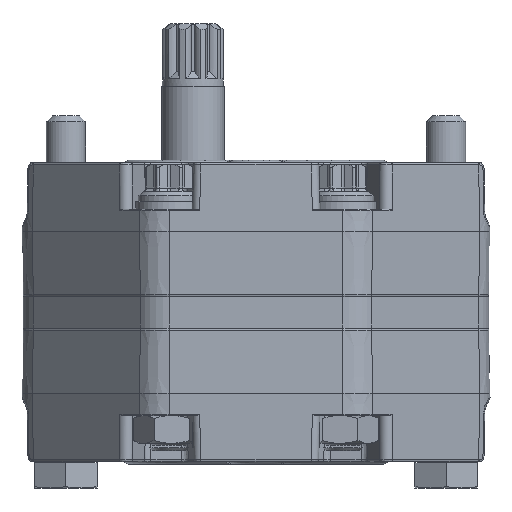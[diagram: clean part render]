
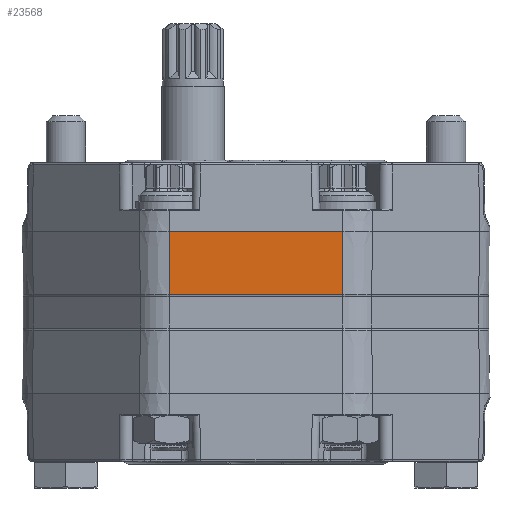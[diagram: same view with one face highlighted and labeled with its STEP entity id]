
A CAD part, left-side view. The second image highlights one B-rep face of the part: STEP entity #23568.
In plain terms, the highlighted planar face has unit normal (-1, 0, -0.018).
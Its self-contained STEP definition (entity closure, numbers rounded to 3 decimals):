
#1452 = DIRECTION ( 'NONE',  ( 0., -1., 0. ) ) ;
#1911 = CARTESIAN_POINT ( 'NONE',  ( 13.164, 84.336, 44.905 ) ) ;
#4292 = EDGE_CURVE ( 'NONE', #30233, #30900, #10566, .T. ) ;
#5085 = ORIENTED_EDGE ( 'NONE', *, *, #24624, .T. ) ;
#5563 = CARTESIAN_POINT ( 'NONE',  ( 12.942, 49.284, 57.618 ) ) ;
#8140 = ORIENTED_EDGE ( 'NONE', *, *, #13266, .T. ) ;
#10196 = AXIS2_PLACEMENT_3D ( 'NONE', #29191, #26302, #38100 ) ;
#10566 = LINE ( 'NONE', #36889, #16267 ) ;
#12029 = LINE ( 'NONE', #20359, #17505 ) ;
#13266 = EDGE_CURVE ( 'NONE', #25909, #24430, #37169, .T. ) ;
#14186 = ORIENTED_EDGE ( 'NONE', *, *, #4292, .T. ) ;
#15079 = CARTESIAN_POINT ( 'NONE',  ( 13.164, 49.284, 44.905 ) ) ;
#15559 = LINE ( 'NONE', #25032, #24462 ) ;
#15745 = DIRECTION ( 'NONE',  ( 0.017, 0., -1. ) ) ;
#16267 = VECTOR ( 'NONE', #1452, 1000. ) ;
#16736 = ORIENTED_EDGE ( 'NONE', *, *, #31656, .F. ) ;
#17213 = PLANE ( 'NONE',  #10196 ) ;
#17505 = VECTOR ( 'NONE', #32726, 1000. ) ;
#18663 = CARTESIAN_POINT ( 'NONE',  ( 12.942, 49.284, 57.618 ) ) ;
#19565 = DIRECTION ( 'NONE',  ( 0., 1., 0. ) ) ;
#20030 = CARTESIAN_POINT ( 'NONE',  ( 12.942, 84.336, 57.618 ) ) ;
#20359 = CARTESIAN_POINT ( 'NONE',  ( 13.177, 49.284, 44.156 ) ) ;
#23568 = ADVANCED_FACE ( 'NONE', ( #31899 ), #17213, .T. ) ;
#24430 = VERTEX_POINT ( 'NONE', #20030 ) ;
#24462 = VECTOR ( 'NONE', #15745, 1000. ) ;
#24624 = EDGE_CURVE ( 'NONE', #24430, #30233, #15559, .T. ) ;
#25032 = CARTESIAN_POINT ( 'NONE',  ( 13.177, 84.336, 44.156 ) ) ;
#25909 = VERTEX_POINT ( 'NONE', #18663 ) ;
#26302 = DIRECTION ( 'NONE',  ( -1., 0., -0.017 ) ) ;
#29191 = CARTESIAN_POINT ( 'NONE',  ( 13.177, 49.284, 44.156 ) ) ;
#30233 = VERTEX_POINT ( 'NONE', #1911 ) ;
#30900 = VERTEX_POINT ( 'NONE', #15079 ) ;
#31656 = EDGE_CURVE ( 'NONE', #25909, #30900, #12029, .T. ) ;
#31899 = FACE_OUTER_BOUND ( 'NONE', #36542, .T. ) ;
#32726 = DIRECTION ( 'NONE',  ( 0.017, 0., -1. ) ) ;
#33448 = VECTOR ( 'NONE', #19565, 1000. ) ;
#36542 = EDGE_LOOP ( 'NONE', ( #5085, #14186, #16736, #8140 ) ) ;
#36889 = CARTESIAN_POINT ( 'NONE',  ( 13.164, 49.284, 44.905 ) ) ;
#37169 = LINE ( 'NONE', #5563, #33448 ) ;
#38100 = DIRECTION ( 'NONE',  ( 0.017, 0., -1. ) ) ;
